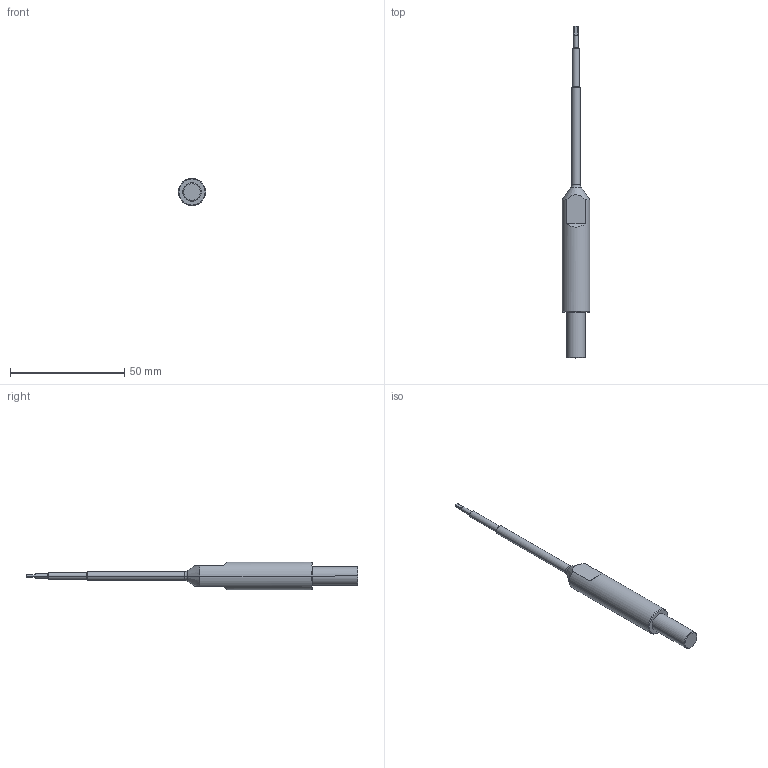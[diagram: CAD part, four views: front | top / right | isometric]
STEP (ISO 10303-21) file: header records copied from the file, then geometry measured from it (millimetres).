
FILE_DESCRIPTION (( 'STEP AP203' ), '1' );
FILE_NAME ('INGUN_SW-KS-803_M.STEP', '2021-10-19T09:27:36', ( 'ochi' ), ( '' ), 'SwSTEP 2.0', 'SolidWorks 2018', '' );
FILE_SCHEMA (( 'CONFIG_CONTROL_DESIGN' ));
Length unit declared in the file: millimetre
Products named in the file (1): INGUN_SW-KS-803_M
Bounding box: 12 x 145 x 12 mm (x, y, z)
Volume: 7307 mm3; surface area: 3355 mm2
Topology: 1 solids, 1 shells, 38 faces, 84 edges, 51 vertices
Faces by surface type: cone 13, plane 13, cylinder 10, torus 2
Entity records: 1172 total; most frequent: CARTESIAN_POINT 238, DIRECTION 195, ORIENTED_EDGE 168, EDGE_CURVE 84, AXIS2_PLACEMENT_3D 80, VERTEX_POINT 51, EDGE_LOOP 41, CIRCLE 41
